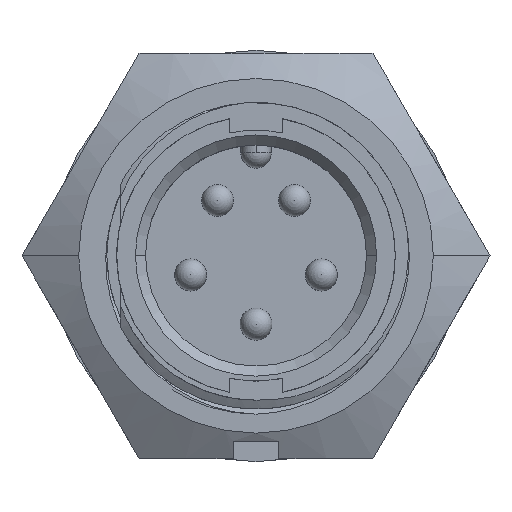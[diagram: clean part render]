
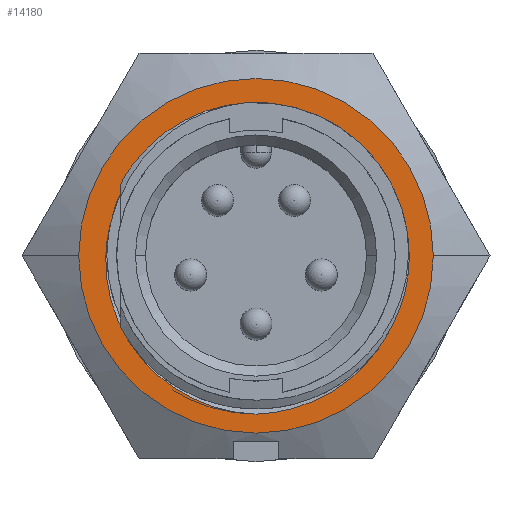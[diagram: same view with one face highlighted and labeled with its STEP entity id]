
A CAD part, top view. The second image highlights one B-rep face of the part: STEP entity #14180.
In plain terms, the highlighted planar face has unit normal (0, 0, 1).
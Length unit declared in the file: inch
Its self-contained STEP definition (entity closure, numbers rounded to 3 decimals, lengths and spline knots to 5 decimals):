
#62 = CARTESIAN_POINT ( 'NONE',  ( -0.29184, -0.06439, -0.313 ) ) ;
#221 = CARTESIAN_POINT ( 'NONE',  ( -0.28876, 0.05788, -0.313 ) ) ;
#495 = CARTESIAN_POINT ( 'NONE',  ( 0.35, 0., -0.313 ) ) ;
#617 = CARTESIAN_POINT ( 'NONE',  ( 0., -0.3125, -0.313 ) ) ;
#711 = DIRECTION ( 'NONE',  ( -1., 0., 0. ) ) ;
#723 = EDGE_CURVE ( 'NONE', #5323, #13458, #11834, .T. ) ;
#736 = VERTEX_POINT ( 'NONE', #14408 ) ;
#809 = CARTESIAN_POINT ( 'NONE',  ( 0.24592, -0.17827, -0.313 ) ) ;
#861 = CARTESIAN_POINT ( 'NONE',  ( 0.21833, -0.21326, -0.313 ) ) ;
#949 = CARTESIAN_POINT ( 'NONE',  ( -0.14961, -0.26937, -0.313 ) ) ;
#1469 = DIRECTION ( 'NONE',  ( 1., 0., 0. ) ) ;
#1961 = DIRECTION ( 'NONE',  ( 0., 0., -1. ) ) ;
#1997 = CARTESIAN_POINT ( 'NONE',  ( 0.29332, 0.03581, -0.313 ) ) ;
#2499 = CARTESIAN_POINT ( 'NONE',  ( -0.27247, -0.12837, -0.313 ) ) ;
#2816 = CARTESIAN_POINT ( 'NONE',  ( -0.35, 0., -0.313 ) ) ;
#3145 = ORIENTED_EDGE ( 'NONE', *, *, #12407, .T. ) ;
#3147 = CIRCLE ( 'NONE', #7527, 0.35 ) ;
#3271 = CARTESIAN_POINT ( 'NONE',  ( -0.01128, -0.31215, -0.313 ) ) ;
#3319 = CARTESIAN_POINT ( 'NONE',  ( -0.02249, -0.31119, -0.313 ) ) ;
#3380 = ORIENTED_EDGE ( 'NONE', *, *, #14374, .F. ) ;
#3525 = CARTESIAN_POINT ( 'NONE',  ( -0.2961, -0.03103, -0.313 ) ) ;
#4117 = CARTESIAN_POINT ( 'NONE',  ( 0.04463, -0.30867, -0.313 ) ) ;
#4165 = CARTESIAN_POINT ( 'NONE',  ( 0.29669, -0.03139, -0.313 ) ) ;
#4458 = CARTESIAN_POINT ( 'NONE',  ( -0.16827, -0.2572, -0.313 ) ) ;
#4610 = CARTESIAN_POINT ( 'NONE',  ( -0.29396, 0.03591, -0.313 ) ) ;
#5128 = ORIENTED_EDGE ( 'NONE', *, *, #6979, .T. ) ;
#5275 = FACE_BOUND ( 'NONE', #10558, .T. ) ;
#5294 = CARTESIAN_POINT ( 'NONE',  ( 0., 0., -0.313 ) ) ;
#5323 = VERTEX_POINT ( 'NONE', #495 ) ;
#5535 = CARTESIAN_POINT ( 'NONE',  ( -0.04479, -0.30803, -0.313 ) ) ;
#5687 = CARTESIAN_POINT ( 'NONE',  ( -0.21875, -0.2128, -0.313 ) ) ;
#6159 = DIRECTION ( 'NONE',  ( 0., 0., 1. ) ) ;
#6482 = CARTESIAN_POINT ( 'NONE',  ( 0.27709, -0.11868, -0.313 ) ) ;
#6524 = CARTESIAN_POINT ( 'NONE',  ( 0.08787, -0.29771, -0.313 ) ) ;
#6566 = CARTESIAN_POINT ( 'NONE',  ( 0.16771, -0.25762, -0.313 ) ) ;
#6574 = ORIENTED_EDGE ( 'NONE', *, *, #13449, .F. ) ;
#6658 = CARTESIAN_POINT ( 'NONE',  ( -0.05587, -0.30584, -0.313 ) ) ;
#6772 = AXIS2_PLACEMENT_3D ( 'NONE', #12237, #7613, #14469 ) ;
#6861 = CARTESIAN_POINT ( 'NONE',  ( -0.29655, 0.01376, -0.313 ) ) ;
#6894 = VERTEX_POINT ( 'NONE', #617 ) ;
#6908 = AXIS2_PLACEMENT_3D ( 'NONE', #5294, #13167, #711 ) ;
#6912 = CARTESIAN_POINT ( 'NONE',  ( -0.28397, -0.09682, -0.313 ) ) ;
#6979 = EDGE_CURVE ( 'NONE', #736, #6894, #10311, .T. ) ;
#7068 = AXIS2_PLACEMENT_3D ( 'NONE', #11717, #6159, #1469 ) ;
#7398 = CARTESIAN_POINT ( 'NONE',  ( -0.28876, 0.05788, -0.313 ) ) ;
#7457 = CARTESIAN_POINT ( 'NONE',  ( 0.10919, -0.28975, -0.313 ) ) ;
#7527 = AXIS2_PLACEMENT_3D ( 'NONE', #10045, #1961, #13280 ) ;
#7557 = CARTESIAN_POINT ( 'NONE',  ( 0.29595, 0.01345, -0.313 ) ) ;
#7605 = CARTESIAN_POINT ( 'NONE',  ( 0.29136, 0.0469, -0.313 ) ) ;
#7613 = DIRECTION ( 'NONE',  ( 0., 0., -1. ) ) ;
#7649 = CARTESIAN_POINT ( 'NONE',  ( 0.02255, -0.3118, -0.313 ) ) ;
#7796 = CARTESIAN_POINT ( 'NONE',  ( -0.0884, -0.29754, -0.313 ) ) ;
#8000 = CARTESIAN_POINT ( 'NONE',  ( -0.27672, -0.11792, -0.313 ) ) ;
#8657 = CARTESIAN_POINT ( 'NONE',  ( 0.29661, 0.00217, -0.313 ) ) ;
#8703 = CARTESIAN_POINT ( 'NONE',  ( 0.28439, -0.09763, -0.313 ) ) ;
#8730 = ORIENTED_EDGE ( 'NONE', *, *, #723, .F. ) ;
#8745 = CARTESIAN_POINT ( 'NONE',  ( 0.29428, -0.05361, -0.313 ) ) ;
#9111 = VERTEX_POINT ( 'NONE', #7398 ) ;
#9895 = CARTESIAN_POINT ( 'NONE',  ( 0.25794, -0.15893, -0.313 ) ) ;
#9906 = PLANE ( 'NONE',  #6772 ) ;
#10045 = CARTESIAN_POINT ( 'NONE',  ( 0., 0., -0.313 ) ) ;
#10293 = CARTESIAN_POINT ( 'NONE',  ( -0.25801, -0.15885, -0.313 ) ) ;
#10311 = B_SPLINE_CURVE_WITH_KNOTS ( 'NONE', 3,
 ( #14459, #7605, #1997, #7557, #8657, #4165, #8745, #8703, #6482, #9895, #809, #861, #13315, #6566, #11089, #7457, #6524, #4117, #7649, #10942 ),
 .UNSPECIFIED., .F., .F.,
 ( 4, 2, 2, 2, 2, 2, 2, 2, 2, 4 ),
 ( 0., 0.00086, 0.00171, 0.00343, 0.00514, 0.00686, 0.00857, 0.01029, 0.012, 0.01372 ),
 .UNSPECIFIED. ) ;
#10558 = EDGE_LOOP ( 'NONE', ( #6574, #5128, #3145 ) ) ;
#10603 = FACE_OUTER_BOUND ( 'NONE', #11195, .T. ) ;
#10942 = CARTESIAN_POINT ( 'NONE',  ( 0., -0.3125, -0.313 ) ) ;
#11089 = CARTESIAN_POINT ( 'NONE',  ( 0.14898, -0.26972, -0.313 ) ) ;
#11092 = CARTESIAN_POINT ( 'NONE',  ( -0.10934, -0.2897, -0.313 ) ) ;
#11195 = EDGE_LOOP ( 'NONE', ( #3380, #8730 ) ) ;
#11482 = CIRCLE ( 'NONE', #7068, 0.2945 ) ;
#11542 = CARTESIAN_POINT ( 'NONE',  ( -0.29367, -0.05338, -0.313 ) ) ;
#11717 = CARTESIAN_POINT ( 'NONE',  ( 0., 0., -0.313 ) ) ;
#11834 = CIRCLE ( 'NONE', #6908, 0.35 ) ;
#12237 = CARTESIAN_POINT ( 'NONE',  ( 0.23094, 0.4, -0.313 ) ) ;
#12407 = EDGE_CURVE ( 'NONE', #6894, #9111, #13558, .T. ) ;
#12526 = CARTESIAN_POINT ( 'NONE',  ( -0.29668, -0.01975, -0.313 ) ) ;
#13167 = DIRECTION ( 'NONE',  ( 0., 0., -1. ) ) ;
#13280 = DIRECTION ( 'NONE',  ( -1., 0., 0. ) ) ;
#13315 = CARTESIAN_POINT ( 'NONE',  ( 0.20268, -0.22913, -0.313 ) ) ;
#13419 = CARTESIAN_POINT ( 'NONE',  ( 0., -0.3125, -0.313 ) ) ;
#13449 = EDGE_CURVE ( 'NONE', #736, #9111, #11482, .T. ) ;
#13458 = VERTEX_POINT ( 'NONE', #2816 ) ;
#13512 = CARTESIAN_POINT ( 'NONE',  ( -0.20277, -0.22902, -0.313 ) ) ;
#13558 = B_SPLINE_CURVE_WITH_KNOTS ( 'NONE', 3,
 ( #13419, #3271, #3319, #5535, #6658, #7796, #11092, #949, #4458, #13512, #5687, #13616, #10293, #2499, #8000, #6912, #13774, #62, #11542, #3525, #12526, #6861, #4610, #221 ),
 .UNSPECIFIED., .F., .F.,
 ( 4, 2, 2, 2, 2, 2, 2, 2, 2, 2, 2, 4 ),
 ( 0., 0.00086, 0.00171, 0.00343, 0.00514, 0.00686, 0.00857, 0.00943, 0.01029, 0.01115, 0.012, 0.01372 ),
 .UNSPECIFIED. ) ;
#13616 = CARTESIAN_POINT ( 'NONE',  ( -0.24628, -0.17775, -0.313 ) ) ;
#13774 = CARTESIAN_POINT ( 'NONE',  ( -0.28699, -0.08612, -0.313 ) ) ;
#14180 = ADVANCED_FACE ( 'NONE', ( #5275, #10603 ), #9906, .F. ) ;
#14374 = EDGE_CURVE ( 'NONE', #13458, #5323, #3147, .T. ) ;
#14408 = CARTESIAN_POINT ( 'NONE',  ( 0.28876, 0.05788, -0.313 ) ) ;
#14459 = CARTESIAN_POINT ( 'NONE',  ( 0.28876, 0.05788, -0.313 ) ) ;
#14469 = DIRECTION ( 'NONE',  ( -1., 0., 0. ) ) ;
